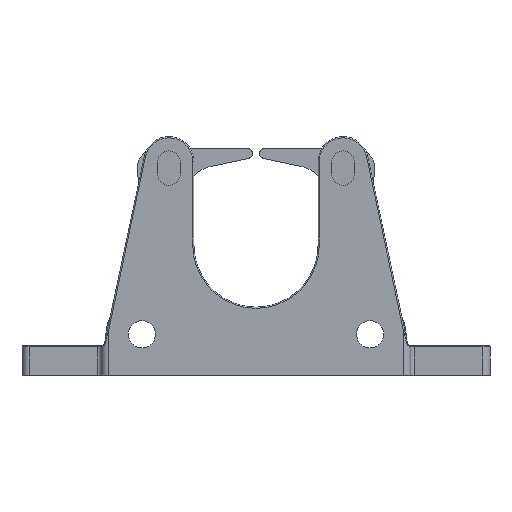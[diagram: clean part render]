
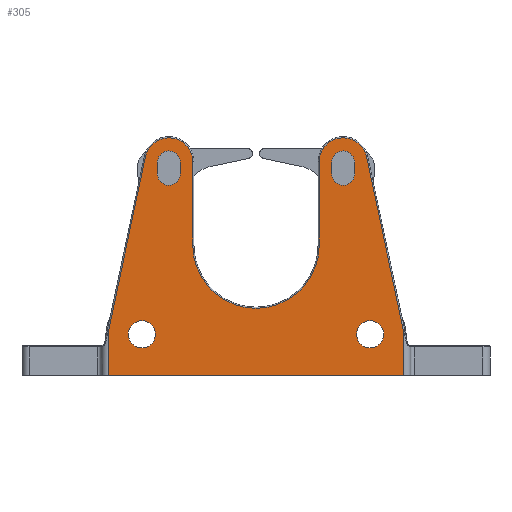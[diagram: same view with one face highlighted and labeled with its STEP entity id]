
A CAD part, front view. The second image highlights one B-rep face of the part: STEP entity #305.
In plain terms, the highlighted planar face has unit normal (0, -1, 0).
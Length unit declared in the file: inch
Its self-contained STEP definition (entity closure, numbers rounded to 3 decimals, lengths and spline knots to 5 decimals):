
#305=ADVANCED_FACE('',(#591,#671,#592,#593,#594),#511,.T.);
#511=PLANE('',#4275);
#591=FACE_BOUND('',#901,.T.);
#592=FACE_BOUND('',#903,.T.);
#593=FACE_BOUND('',#904,.T.);
#594=FACE_BOUND('',#905,.T.);
#671=FACE_OUTER_BOUND('',#902,.T.);
#901=EDGE_LOOP('',(#1627,#1628,#1629,#1630));
#902=EDGE_LOOP('',(#1631,#1632,#1633,#1634,#1635,#1636,#1637,#1638,#1639,
#1640));
#903=EDGE_LOOP('',(#1641));
#904=EDGE_LOOP('',(#1642,#1643,#1644,#1645));
#905=EDGE_LOOP('',(#1646));
#1135=CIRCLE('',#4266,0.048);
#1136=CIRCLE('',#4267,0.048);
#1137=CIRCLE('',#4268,0.1);
#1138=CIRCLE('',#4269,0.265);
#1139=CIRCLE('',#4270,0.1);
#1140=CIRCLE('',#4271,0.057);
#1141=CIRCLE('',#4272,0.048);
#1142=CIRCLE('',#4273,0.048);
#1143=CIRCLE('',#4274,0.057);
#1627=ORIENTED_EDGE('',*,*,#3029,.T.);
#1628=ORIENTED_EDGE('',*,*,#3030,.T.);
#1629=ORIENTED_EDGE('',*,*,#3031,.F.);
#1630=ORIENTED_EDGE('',*,*,#3032,.T.);
#1631=ORIENTED_EDGE('',*,*,#3033,.T.);
#1632=ORIENTED_EDGE('',*,*,#3034,.T.);
#1633=ORIENTED_EDGE('',*,*,#3035,.T.);
#1634=ORIENTED_EDGE('',*,*,#3036,.T.);
#1635=ORIENTED_EDGE('',*,*,#3037,.T.);
#1636=ORIENTED_EDGE('',*,*,#3038,.T.);
#1637=ORIENTED_EDGE('',*,*,#3039,.T.);
#1638=ORIENTED_EDGE('',*,*,#3040,.T.);
#1639=ORIENTED_EDGE('',*,*,#3041,.T.);
#1640=ORIENTED_EDGE('',*,*,#3042,.F.);
#1641=ORIENTED_EDGE('',*,*,#3043,.T.);
#1642=ORIENTED_EDGE('',*,*,#3044,.F.);
#1643=ORIENTED_EDGE('',*,*,#3045,.F.);
#1644=ORIENTED_EDGE('',*,*,#3046,.T.);
#1645=ORIENTED_EDGE('',*,*,#3047,.F.);
#1646=ORIENTED_EDGE('',*,*,#3048,.F.);
#2595=VERTEX_POINT('',#6154);
#2596=VERTEX_POINT('',#6155);
#2597=VERTEX_POINT('',#6157);
#2598=VERTEX_POINT('',#6159);
#2599=VERTEX_POINT('',#6162);
#2600=VERTEX_POINT('',#6163);
#2601=VERTEX_POINT('',#6165);
#2602=VERTEX_POINT('',#6167);
#2603=VERTEX_POINT('',#6169);
#2604=VERTEX_POINT('',#6171);
#2605=VERTEX_POINT('',#6173);
#2606=VERTEX_POINT('',#6175);
#2607=VERTEX_POINT('',#6177);
#2608=VERTEX_POINT('',#6179);
#2609=VERTEX_POINT('',#6182);
#2610=VERTEX_POINT('',#6184);
#2611=VERTEX_POINT('',#6185);
#2612=VERTEX_POINT('',#6187);
#2613=VERTEX_POINT('',#6189);
#2614=VERTEX_POINT('',#6192);
#3029=EDGE_CURVE('',#2595,#2596,#3573,.T.);
#3030=EDGE_CURVE('',#2596,#2597,#1135,.T.);
#3031=EDGE_CURVE('',#2598,#2597,#3574,.T.);
#3032=EDGE_CURVE('',#2598,#2595,#1136,.T.);
#3033=EDGE_CURVE('',#2599,#2600,#3575,.T.);
#3034=EDGE_CURVE('',#2600,#2601,#3576,.T.);
#3035=EDGE_CURVE('',#2601,#2602,#1137,.T.);
#3036=EDGE_CURVE('',#2602,#2603,#3577,.T.);
#3037=EDGE_CURVE('',#2603,#2604,#1138,.T.);
#3038=EDGE_CURVE('',#2604,#2605,#3578,.T.);
#3039=EDGE_CURVE('',#2605,#2606,#1139,.T.);
#3040=EDGE_CURVE('',#2606,#2607,#3579,.T.);
#3041=EDGE_CURVE('',#2607,#2608,#3580,.T.);
#3042=EDGE_CURVE('',#2599,#2608,#3581,.T.);
#3043=EDGE_CURVE('',#2609,#2609,#1140,.T.);
#3044=EDGE_CURVE('',#2610,#2611,#3582,.T.);
#3045=EDGE_CURVE('',#2612,#2610,#1141,.T.);
#3046=EDGE_CURVE('',#2612,#2613,#3583,.T.);
#3047=EDGE_CURVE('',#2611,#2613,#1142,.T.);
#3048=EDGE_CURVE('',#2614,#2614,#1143,.T.);
#3573=LINE('',#6153,#3921);
#3574=LINE('',#6158,#3922);
#3575=LINE('',#6161,#3923);
#3576=LINE('',#6164,#3924);
#3577=LINE('',#6168,#3925);
#3578=LINE('',#6172,#3926);
#3579=LINE('',#6176,#3927);
#3580=LINE('',#6178,#3928);
#3581=LINE('',#6180,#3929);
#3582=LINE('',#6183,#3930);
#3583=LINE('',#6188,#3931);
#3921=VECTOR('',#4928,1.);
#3922=VECTOR('',#4931,1.);
#3923=VECTOR('',#4934,1.);
#3924=VECTOR('',#4935,1.);
#3925=VECTOR('',#4938,1.);
#3926=VECTOR('',#4941,1.);
#3927=VECTOR('',#4944,1.);
#3928=VECTOR('',#4945,1.);
#3929=VECTOR('',#4946,1.);
#3930=VECTOR('',#4949,1.);
#3931=VECTOR('',#4952,1.);
#4266=AXIS2_PLACEMENT_3D('',#6156,#4929,#4930);
#4267=AXIS2_PLACEMENT_3D('',#6160,#4932,#4933);
#4268=AXIS2_PLACEMENT_3D('',#6166,#4936,#4937);
#4269=AXIS2_PLACEMENT_3D('',#6170,#4939,#4940);
#4270=AXIS2_PLACEMENT_3D('',#6174,#4942,#4943);
#4271=AXIS2_PLACEMENT_3D('',#6181,#4947,#4948);
#4272=AXIS2_PLACEMENT_3D('',#6186,#4950,#4951);
#4273=AXIS2_PLACEMENT_3D('',#6190,#4953,#4954);
#4274=AXIS2_PLACEMENT_3D('',#6191,#4955,#4956);
#4275=AXIS2_PLACEMENT_3D('',#6193,#4957,#4958);
#4928=DIRECTION('',(0.,0.,1.));
#4929=DIRECTION('',(0.,1.,0.));
#4930=DIRECTION('',(0.,0.,-1.));
#4931=DIRECTION('',(0.,0.,1.));
#4932=DIRECTION('',(0.,1.,0.));
#4933=DIRECTION('',(0.,0.,-1.));
#4934=DIRECTION('',(0.,0.,1.));
#4935=DIRECTION('',(-0.208,0.,0.978));
#4936=DIRECTION('',(0.,-1.,0.));
#4937=DIRECTION('',(0.,0.,-1.));
#4938=DIRECTION('',(0.,0.,-1.));
#4939=DIRECTION('',(0.,1.,0.));
#4940=DIRECTION('',(0.,0.,-1.));
#4941=DIRECTION('',(0.,0.,1.));
#4942=DIRECTION('',(0.,-1.,0.));
#4943=DIRECTION('',(0.,0.,-1.));
#4944=DIRECTION('',(-0.208,0.,-0.978));
#4945=DIRECTION('',(0.,0.,-1.));
#4946=DIRECTION('',(-1.,0.,0.));
#4947=DIRECTION('',(0.,1.,0.));
#4948=DIRECTION('',(-1.,0.,0.));
#4949=DIRECTION('',(0.,0.,1.));
#4950=DIRECTION('',(0.,-1.,0.));
#4951=DIRECTION('',(0.,0.,-1.));
#4952=DIRECTION('',(0.,0.,1.));
#4953=DIRECTION('',(0.,-1.,0.));
#4954=DIRECTION('',(0.,0.,-1.));
#4955=DIRECTION('',(0.,-1.,0.));
#4956=DIRECTION('',(1.,0.,0.));
#4957=DIRECTION('',(0.,-1.,0.));
#4958=DIRECTION('',(0.,0.,-1.));
#6153=CARTESIAN_POINT('',(1.037,0.1875,1.14));
#6154=CARTESIAN_POINT('',(1.037,0.1875,1.84412));
#6155=CARTESIAN_POINT('',(1.037,0.1875,1.89212));
#6156=CARTESIAN_POINT('',(1.085,0.1875,1.89212));
#6157=CARTESIAN_POINT('',(1.133,0.1875,1.89212));
#6158=CARTESIAN_POINT('',(1.133,0.1875,1.14));
#6159=CARTESIAN_POINT('',(1.133,0.1875,1.84412));
#6160=CARTESIAN_POINT('',(1.085,0.1875,1.84412));
#6161=CARTESIAN_POINT('',(2.06819,0.1875,1.125));
#6162=CARTESIAN_POINT('',(2.06819,0.1875,1.));
#6163=CARTESIAN_POINT('',(2.06819,0.1875,1.18494));
#6164=CARTESIAN_POINT('',(1.91281,0.1875,1.91591));
#6165=CARTESIAN_POINT('',(1.91281,0.1875,1.91591));
#6166=CARTESIAN_POINT('',(1.815,0.1875,1.89512));
#6167=CARTESIAN_POINT('',(1.715,0.1875,1.89512));
#6168=CARTESIAN_POINT('',(1.715,0.1875,1.546));
#6169=CARTESIAN_POINT('',(1.715,0.1875,1.546));
#6170=CARTESIAN_POINT('',(1.45,0.1875,1.546));
#6171=CARTESIAN_POINT('',(1.185,0.1875,1.546));
#6172=CARTESIAN_POINT('',(1.185,0.1875,1.89512));
#6173=CARTESIAN_POINT('',(1.185,0.1875,1.89512));
#6174=CARTESIAN_POINT('',(1.085,0.1875,1.89512));
#6175=CARTESIAN_POINT('',(0.98719,0.1875,1.91591));
#6176=CARTESIAN_POINT('',(0.83671,0.1875,1.20795));
#6177=CARTESIAN_POINT('',(0.83181,0.1875,1.18494));
#6178=CARTESIAN_POINT('',(0.83181,0.1875,1.));
#6179=CARTESIAN_POINT('',(0.83181,0.1875,1.));
#6180=CARTESIAN_POINT('',(2.09819,0.1875,1.));
#6181=CARTESIAN_POINT('',(0.972,0.1875,1.172));
#6182=CARTESIAN_POINT('',(0.915,0.1875,1.172));
#6183=CARTESIAN_POINT('',(1.863,0.1875,1.14));
#6184=CARTESIAN_POINT('',(1.863,0.1875,1.84412));
#6185=CARTESIAN_POINT('',(1.863,0.1875,1.89212));
#6186=CARTESIAN_POINT('',(1.815,0.1875,1.84412));
#6187=CARTESIAN_POINT('',(1.767,0.1875,1.84412));
#6188=CARTESIAN_POINT('',(1.767,0.1875,1.14));
#6189=CARTESIAN_POINT('',(1.767,0.1875,1.89212));
#6190=CARTESIAN_POINT('',(1.815,0.1875,1.89212));
#6191=CARTESIAN_POINT('',(1.928,0.1875,1.172));
#6192=CARTESIAN_POINT('',(1.985,0.1875,1.172));
#6193=CARTESIAN_POINT('',(0.80181,0.1875,1.14));
